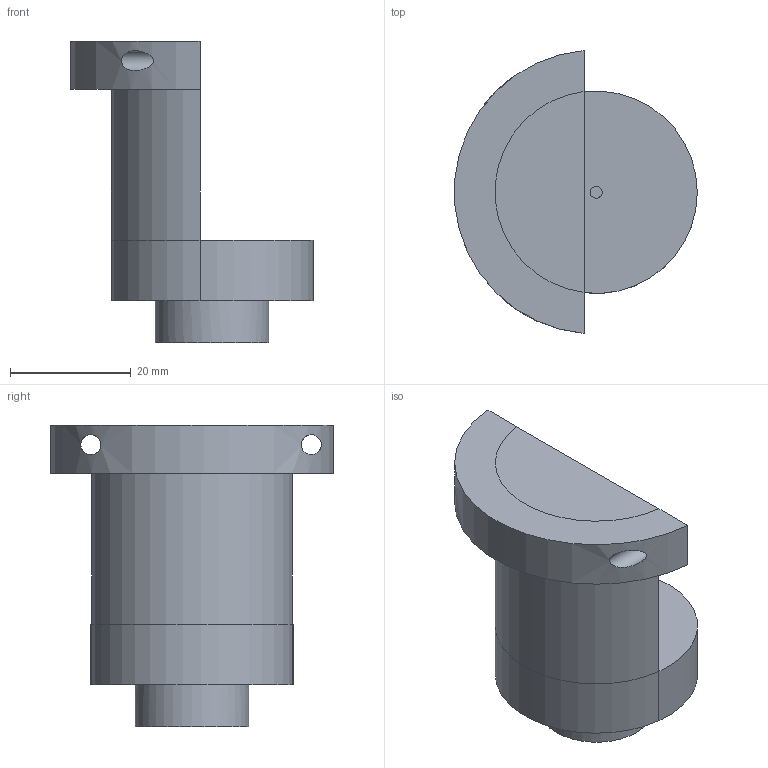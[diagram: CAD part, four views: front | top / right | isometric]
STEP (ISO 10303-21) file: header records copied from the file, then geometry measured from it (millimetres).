
FILE_DESCRIPTION(('FreeCAD Model'),'2;1');
FILE_NAME('Open CASCADE Shape Model','2023-08-06T22:59:56',(''),(''), 'Open CASCADE STEP processor 7.6','FreeCAD','Unknown');
FILE_SCHEMA(('AUTOMOTIVE_DESIGN { 1 0 10303 214 1 1 1 1 }'));
Length unit declared in the file: millimetre
Products named in the file (1): Quak_XL30_PCBHolder02
Bounding box: 40.16 x 46.83 x 50 mm (x, y, z)
Volume: 26030.8 mm3; surface area: 7315.5 mm2
Topology: 1 solids, 1 shells, 18 faces, 39 edges, 24 vertices
Faces by surface type: cylinder 9, plane 9
Full cylindrical faces by diameter (mm): 2 x1, 3.3 x2, 18.8 x1
Entity records: 1801 total; most frequent: CARTESIAN_POINT 997, DIRECTION 142, ORIENTED_EDGE 78, PCURVE 78, DEFINITIONAL_REPRESENTATION 78, LINE 54, VECTOR 54, EDGE_CURVE 39
